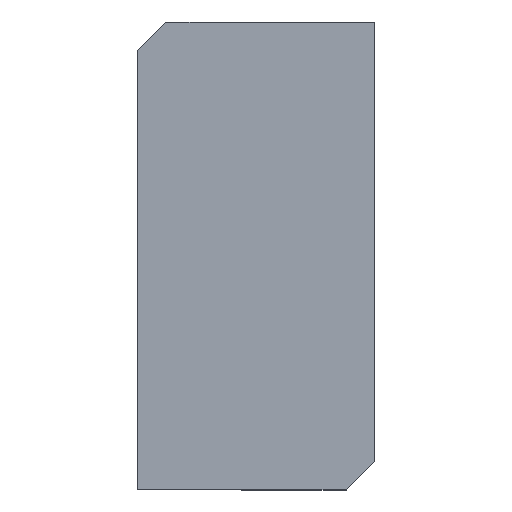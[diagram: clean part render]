
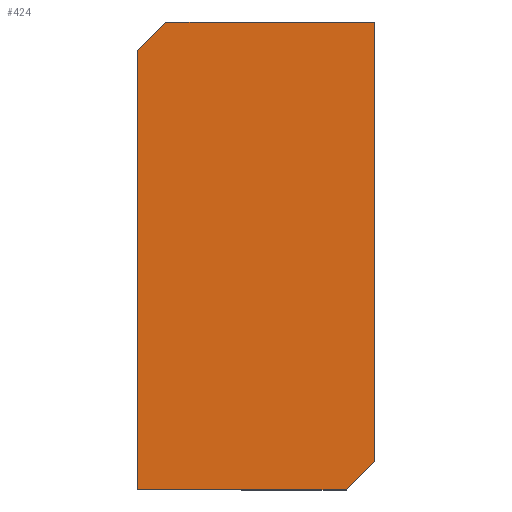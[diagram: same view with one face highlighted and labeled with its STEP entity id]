
A CAD part, top view. The second image highlights one B-rep face of the part: STEP entity #424.
In plain terms, the highlighted planar face has unit normal (0, 0, 1).
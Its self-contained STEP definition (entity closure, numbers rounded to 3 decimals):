
#240=CARTESIAN_POINT('',(-10.55,-20.8,14.2));
#241=VERTEX_POINT('',#240);
#248=CARTESIAN_POINT('',(-10.55,18.26,14.2));
#249=VERTEX_POINT('',#248);
#250=CARTESIAN_POINT('',(-10.55,-20.8,14.2));
#251=DIRECTION('',(0.0,1.0,0.0));
#252=VECTOR('',#251,39.06);
#253=LINE('',#250,#252);
#254=EDGE_CURVE('',#241,#249,#253,.T.);
#278=CARTESIAN_POINT('',(8.01,-20.8,14.2));
#279=VERTEX_POINT('',#278);
#286=CARTESIAN_POINT('',(8.01,-20.8,14.2));
#287=DIRECTION('',(-1.0,0.0,0.0));
#288=VECTOR('',#287,18.56);
#289=LINE('',#286,#288);
#290=EDGE_CURVE('',#279,#241,#289,.T.);
#309=CARTESIAN_POINT('',(10.55,-18.26,14.2));
#310=VERTEX_POINT('',#309);
#317=CARTESIAN_POINT('',(10.55,-18.26,14.2));
#318=DIRECTION('',(-0.707,-0.707,0.0));
#319=VECTOR('',#318,3.592);
#320=LINE('',#317,#319);
#321=EDGE_CURVE('',#310,#279,#320,.T.);
#340=CARTESIAN_POINT('',(10.55,20.8,14.2));
#341=VERTEX_POINT('',#340);
#348=CARTESIAN_POINT('',(10.55,20.8,14.2));
#349=DIRECTION('',(0.0,-1.0,0.0));
#350=VECTOR('',#349,39.06);
#351=LINE('',#348,#350);
#352=EDGE_CURVE('',#341,#310,#351,.T.);
#371=CARTESIAN_POINT('',(-8.01,20.8,14.2));
#372=VERTEX_POINT('',#371);
#379=CARTESIAN_POINT('',(-8.01,20.8,14.2));
#380=DIRECTION('',(1.0,0.0,0.0));
#381=VECTOR('',#380,18.56);
#382=LINE('',#379,#381);
#383=EDGE_CURVE('',#372,#341,#382,.T.);
#401=CARTESIAN_POINT('',(-10.55,18.26,14.2));
#402=DIRECTION('',(0.707,0.707,0.0));
#403=VECTOR('',#402,3.592);
#404=LINE('',#401,#403);
#405=EDGE_CURVE('',#249,#372,#404,.T.);
#411=CARTESIAN_POINT('',(0.,0.,14.2));
#412=DIRECTION('',(0.0,0.0,1.0));
#413=DIRECTION('',(1.0,0.0,0.0));
#414=AXIS2_PLACEMENT_3D('',#411,#412,#413);
#415=PLANE('',#414);
#416=ORIENTED_EDGE('',*,*,#405,.F.);
#417=ORIENTED_EDGE('',*,*,#254,.F.);
#418=ORIENTED_EDGE('',*,*,#290,.F.);
#419=ORIENTED_EDGE('',*,*,#321,.F.);
#420=ORIENTED_EDGE('',*,*,#352,.F.);
#421=ORIENTED_EDGE('',*,*,#383,.F.);
#422=EDGE_LOOP('',(#416,#417,#418,#419,#420,#421));
#423=FACE_OUTER_BOUND('',#422,.T.);
#424=ADVANCED_FACE('',(#423),#415,.T.);
